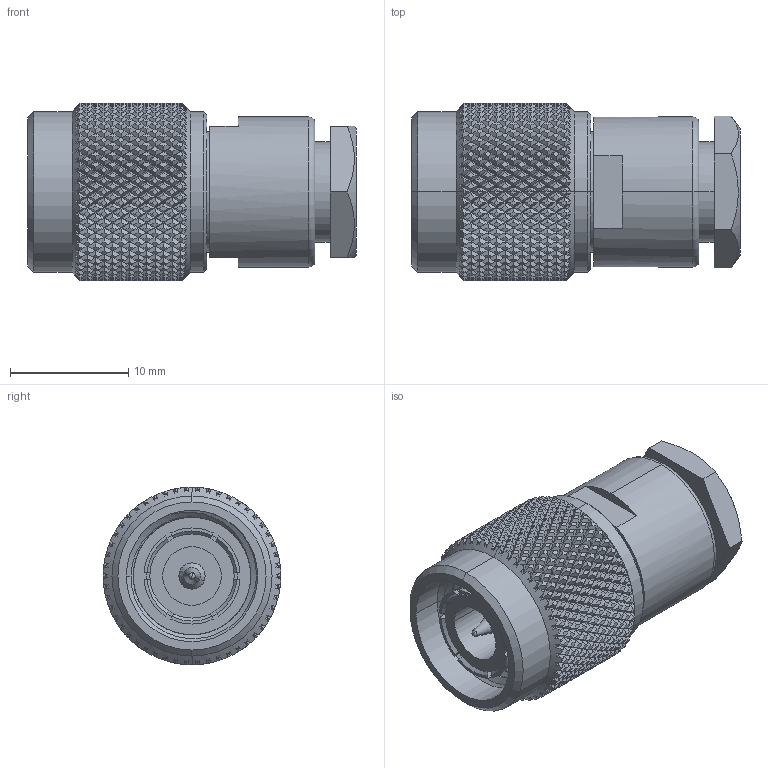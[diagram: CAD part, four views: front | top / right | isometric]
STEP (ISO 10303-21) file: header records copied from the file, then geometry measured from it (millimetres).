
FILE_DESCRIPTION (( 'STEP AP214' ), '1' );
FILE_NAME ('SC4269_3D.STEP', '2022-10-10T20:02:38', ( '' ), ( '' ), 'SwSTEP 2.0', 'SolidWorks 2021', '' );
FILE_SCHEMA (( 'AUTOMOTIVE_DESIGN' ));
Length unit declared in the file: inch
Products named in the file (1): SC4269_3D
Bounding box: 27.79 x 15.01 x 15.01 mm (x, y, z)
Volume: 2642 mm3; surface area: 3670.6 mm2
Topology: 3 solids, 3 shells, 3611 faces, 7487 edges, 3893 vertices
Faces by surface type: bspline 2803, cylinder 723, plane 52, cone 29, sphere 2, torus 2
Entity records: 159308 total; most frequent: CARTESIAN_POINT 113866, ORIENTED_EDGE 14974, EDGE_CURVE 7487, VERTEX_POINT 3893, EDGE_LOOP 3626, FACE_OUTER_BOUND 3611, ADVANCED_FACE 3611, B_SPLINE_CURVE_WITH_KNOTS 3143
